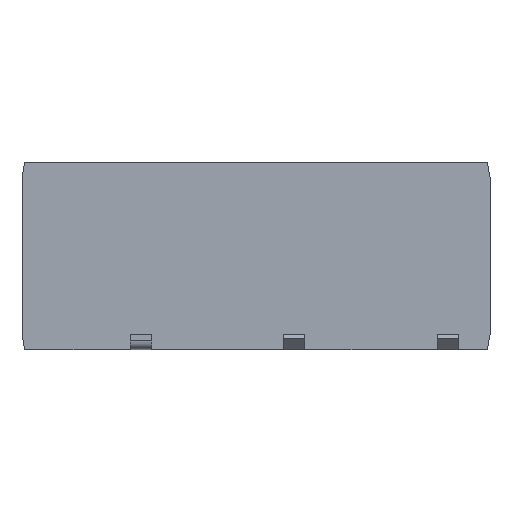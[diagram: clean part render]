
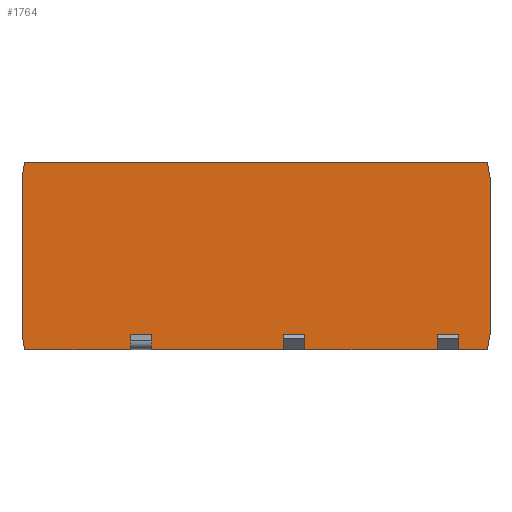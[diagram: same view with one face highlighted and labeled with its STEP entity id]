
A CAD part, front view. The second image highlights one B-rep face of the part: STEP entity #1764.
In plain terms, the highlighted planar face has unit normal (0, -1, 0).
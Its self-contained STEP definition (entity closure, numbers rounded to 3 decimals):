
#76=DIRECTION('',(0.,0.,-1.));
#77=VECTOR('',#76,5.2);
#78=CARTESIAN_POINT('',(-7.75,-1.26,-0.5));
#79=LINE('',#78,#77);
#156=DIRECTION('',(-0.174,0.,0.985));
#157=VECTOR('',#156,0.508);
#158=CARTESIAN_POINT('',(7.75,-1.26,-0.5));
#159=LINE('',#158,#157);
#160=DIRECTION('',(0.174,0.,0.985));
#161=VECTOR('',#160,0.508);
#162=CARTESIAN_POINT('',(7.662,-1.26,-6.2));
#163=LINE('',#162,#161);
#164=DIRECTION('',(0.,0.,1.));
#165=VECTOR('',#164,0.198);
#166=CARTESIAN_POINT('',(6.7,-1.26,-6.2));
#167=LINE('',#166,#165);
#168=DIRECTION('',(1.,0.,0.));
#169=VECTOR('',#168,0.7);
#170=CARTESIAN_POINT('',(6.,-1.26,-6.002));
#171=LINE('',#170,#169);
#172=DIRECTION('',(0.,0.,1.));
#173=VECTOR('',#172,0.198);
#174=CARTESIAN_POINT('',(6.,-1.26,-6.2));
#175=LINE('',#174,#173);
#176=DIRECTION('',(0.,0.,1.));
#177=VECTOR('',#176,0.198);
#178=CARTESIAN_POINT('',(1.62,-1.26,-6.2));
#179=LINE('',#178,#177);
#180=DIRECTION('',(1.,0.,0.));
#181=VECTOR('',#180,0.7);
#182=CARTESIAN_POINT('',(0.92,-1.26,-6.002));
#183=LINE('',#182,#181);
#184=DIRECTION('',(0.,0.,1.));
#185=VECTOR('',#184,0.198);
#186=CARTESIAN_POINT('',(0.92,-1.26,-6.2));
#187=LINE('',#186,#185);
#188=DIRECTION('',(0.,0.,1.));
#189=VECTOR('',#188,0.2);
#190=CARTESIAN_POINT('',(-3.46,-1.26,-6.2));
#191=LINE('',#190,#189);
#192=DIRECTION('',(1.,0.,0.));
#193=VECTOR('',#192,0.7);
#194=CARTESIAN_POINT('',(-4.16,-1.26,-6.));
#195=LINE('',#194,#193);
#196=DIRECTION('',(0.,0.,1.));
#197=VECTOR('',#196,0.2);
#198=CARTESIAN_POINT('',(-4.16,-1.26,-6.2));
#199=LINE('',#198,#197);
#200=DIRECTION('',(0.174,0.,-0.985));
#201=VECTOR('',#200,0.508);
#202=CARTESIAN_POINT('',(-7.75,-1.26,-5.7));
#203=LINE('',#202,#201);
#204=DIRECTION('',(-0.174,0.,-0.985));
#205=VECTOR('',#204,0.508);
#206=CARTESIAN_POINT('',(-7.662,-1.26,0.));
#207=LINE('',#206,#205);
#208=DIRECTION('',(1.,0.,0.));
#209=VECTOR('',#208,15.324);
#210=CARTESIAN_POINT('',(-7.662,-1.26,0.));
#211=LINE('',#210,#209);
#224=DIRECTION('',(0.,0.,-1.));
#225=VECTOR('',#224,5.2);
#226=CARTESIAN_POINT('',(7.75,-1.26,-0.5));
#227=LINE('',#226,#225);
#236=DIRECTION('',(1.,0.,0.));
#237=VECTOR('',#236,3.502);
#238=CARTESIAN_POINT('',(-7.662,-1.26,-6.2));
#239=LINE('',#238,#237);
#244=DIRECTION('',(1.,0.,0.));
#245=VECTOR('',#244,4.38);
#246=CARTESIAN_POINT('',(-3.46,-1.26,-6.2));
#247=LINE('',#246,#245);
#252=DIRECTION('',(1.,0.,0.));
#253=VECTOR('',#252,4.38);
#254=CARTESIAN_POINT('',(1.62,-1.26,-6.2));
#255=LINE('',#254,#253);
#260=DIRECTION('',(1.,0.,0.));
#261=VECTOR('',#260,0.962);
#262=CARTESIAN_POINT('',(6.7,-1.26,-6.2));
#263=LINE('',#262,#261);
#1284=CARTESIAN_POINT('',(6.,-1.26,-6.2));
#1285=CARTESIAN_POINT('',(6.,-1.26,-6.002));
#1286=VERTEX_POINT('',#1284);
#1287=VERTEX_POINT('',#1285);
#1288=CARTESIAN_POINT('',(6.7,-1.26,-6.2));
#1289=CARTESIAN_POINT('',(6.7,-1.26,-6.002));
#1290=VERTEX_POINT('',#1288);
#1291=VERTEX_POINT('',#1289);
#1300=CARTESIAN_POINT('',(7.75,-1.26,-0.5));
#1301=CARTESIAN_POINT('',(7.662,-1.26,0.));
#1302=VERTEX_POINT('',#1300);
#1303=VERTEX_POINT('',#1301);
#1312=CARTESIAN_POINT('',(7.662,-1.26,-6.2));
#1313=VERTEX_POINT('',#1312);
#1314=CARTESIAN_POINT('',(7.75,-1.26,-5.7));
#1315=VERTEX_POINT('',#1314);
#1320=CARTESIAN_POINT('',(-7.662,-1.26,0.));
#1321=VERTEX_POINT('',#1320);
#1322=CARTESIAN_POINT('',(-7.75,-1.26,-0.5));
#1323=VERTEX_POINT('',#1322);
#1324=CARTESIAN_POINT('',(-7.75,-1.26,-5.7));
#1325=CARTESIAN_POINT('',(-7.662,-1.26,-6.2));
#1326=VERTEX_POINT('',#1324);
#1327=VERTEX_POINT('',#1325);
#1412=CARTESIAN_POINT('',(0.92,-1.26,-6.2));
#1413=CARTESIAN_POINT('',(0.92,-1.26,-6.002));
#1414=VERTEX_POINT('',#1412);
#1415=VERTEX_POINT('',#1413);
#1416=CARTESIAN_POINT('',(1.62,-1.26,-6.2));
#1417=CARTESIAN_POINT('',(1.62,-1.26,-6.002));
#1418=VERTEX_POINT('',#1416);
#1419=VERTEX_POINT('',#1417);
#1532=CARTESIAN_POINT('',(-4.16,-1.26,-6.));
#1533=VERTEX_POINT('',#1532);
#1534=CARTESIAN_POINT('',(-4.16,-1.26,-6.2));
#1535=VERTEX_POINT('',#1534);
#1536=CARTESIAN_POINT('',(-3.46,-1.26,-6.));
#1537=VERTEX_POINT('',#1536);
#1538=CARTESIAN_POINT('',(-3.46,-1.26,-6.2));
#1539=VERTEX_POINT('',#1538);
#1720=CARTESIAN_POINT('',(-7.75,-1.26,0.));
#1721=DIRECTION('',(0.,-1.,0.));
#1722=DIRECTION('',(0.,0.,-1.));
#1723=AXIS2_PLACEMENT_3D('',#1720,#1721,#1722);
#1724=PLANE('',#1723);
#1725=ORIENTED_EDGE('',*,*,#1710,.F.);
#1727=ORIENTED_EDGE('',*,*,#1726,.T.);
#1729=ORIENTED_EDGE('',*,*,#1728,.F.);
#1731=ORIENTED_EDGE('',*,*,#1730,.F.);
#1733=ORIENTED_EDGE('',*,*,#1732,.T.);
#1735=ORIENTED_EDGE('',*,*,#1734,.F.);
#1737=ORIENTED_EDGE('',*,*,#1736,.F.);
#1739=ORIENTED_EDGE('',*,*,#1738,.F.);
#1741=ORIENTED_EDGE('',*,*,#1740,.T.);
#1743=ORIENTED_EDGE('',*,*,#1742,.F.);
#1745=ORIENTED_EDGE('',*,*,#1744,.F.);
#1747=ORIENTED_EDGE('',*,*,#1746,.F.);
#1749=ORIENTED_EDGE('',*,*,#1748,.T.);
#1751=ORIENTED_EDGE('',*,*,#1750,.F.);
#1753=ORIENTED_EDGE('',*,*,#1752,.F.);
#1755=ORIENTED_EDGE('',*,*,#1754,.F.);
#1757=ORIENTED_EDGE('',*,*,#1756,.F.);
#1758=ORIENTED_EDGE('',*,*,#1635,.F.);
#1759=ORIENTED_EDGE('',*,*,#1653,.F.);
#1761=ORIENTED_EDGE('',*,*,#1760,.T.);
#1762=EDGE_LOOP('',(#1725,#1727,#1729,#1731,#1733,#1735,#1737,#1739,#1741,#1743,
#1745,#1747,#1749,#1751,#1753,#1755,#1757,#1758,#1759,#1761));
#1763=FACE_OUTER_BOUND('',#1762,.F.);
#1764=ADVANCED_FACE('',(#1763),#1724,.T.);
#1635=EDGE_CURVE('',#1323,#1326,#79,.T.);
#1653=EDGE_CURVE('',#1321,#1323,#207,.T.);
#1710=EDGE_CURVE('',#1302,#1303,#159,.T.);
#1726=EDGE_CURVE('',#1302,#1315,#227,.T.);
#1728=EDGE_CURVE('',#1313,#1315,#163,.T.);
#1730=EDGE_CURVE('',#1290,#1313,#263,.T.);
#1732=EDGE_CURVE('',#1290,#1291,#167,.T.);
#1734=EDGE_CURVE('',#1287,#1291,#171,.T.);
#1736=EDGE_CURVE('',#1286,#1287,#175,.T.);
#1738=EDGE_CURVE('',#1418,#1286,#255,.T.);
#1740=EDGE_CURVE('',#1418,#1419,#179,.T.);
#1742=EDGE_CURVE('',#1415,#1419,#183,.T.);
#1744=EDGE_CURVE('',#1414,#1415,#187,.T.);
#1746=EDGE_CURVE('',#1539,#1414,#247,.T.);
#1748=EDGE_CURVE('',#1539,#1537,#191,.T.);
#1750=EDGE_CURVE('',#1533,#1537,#195,.T.);
#1752=EDGE_CURVE('',#1535,#1533,#199,.T.);
#1754=EDGE_CURVE('',#1327,#1535,#239,.T.);
#1756=EDGE_CURVE('',#1326,#1327,#203,.T.);
#1760=EDGE_CURVE('',#1321,#1303,#211,.T.);
